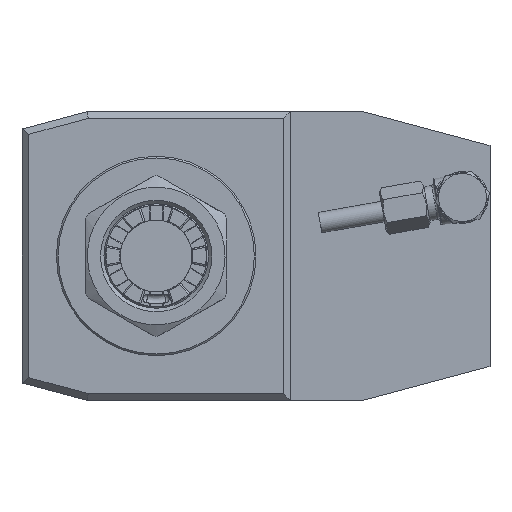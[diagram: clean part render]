
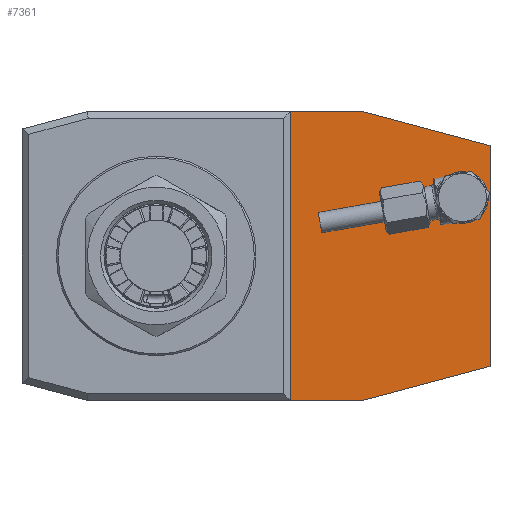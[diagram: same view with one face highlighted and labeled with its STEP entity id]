
A CAD part, left-side view. The second image highlights one B-rep face of the part: STEP entity #7361.
In plain terms, the highlighted planar face has unit normal (-1, 0, 0).
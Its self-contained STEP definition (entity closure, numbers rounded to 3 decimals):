
#276=PLANE('',#8020);
#1040=LINE('',#13074,#1605);
#1041=LINE('',#13076,#1606);
#1042=LINE('',#13078,#1607);
#1043=LINE('',#13080,#1608);
#1044=LINE('',#13082,#1609);
#1045=LINE('',#13084,#1610);
#1605=VECTOR('',#9768,1000.);
#1606=VECTOR('',#9771,1000.);
#1607=VECTOR('',#9772,1000.);
#1608=VECTOR('',#9773,1000.);
#1609=VECTOR('',#9774,1000.);
#1610=VECTOR('',#9775,1000.);
#3481=ORIENTED_EDGE('',*,*,#3982,.T.);
#3482=ORIENTED_EDGE('',*,*,#4721,.T.);
#3483=ORIENTED_EDGE('',*,*,#4722,.T.);
#3484=ORIENTED_EDGE('',*,*,#4723,.T.);
#3485=ORIENTED_EDGE('',*,*,#4724,.T.);
#3486=ORIENTED_EDGE('',*,*,#4725,.T.);
#3487=ORIENTED_EDGE('',*,*,#4720,.F.);
#3982=EDGE_CURVE('',#4989,#4989,#5645,.T.);
#4720=EDGE_CURVE('',#5488,#5487,#1040,.T.);
#4721=EDGE_CURVE('',#5488,#5489,#1041,.T.);
#4722=EDGE_CURVE('',#5489,#5490,#1042,.T.);
#4723=EDGE_CURVE('',#5490,#5491,#1043,.T.);
#4724=EDGE_CURVE('',#5491,#5492,#1044,.T.);
#4725=EDGE_CURVE('',#5492,#5487,#1045,.T.);
#4989=VERTEX_POINT('',#10911);
#5487=VERTEX_POINT('',#13071);
#5488=VERTEX_POINT('',#13073);
#5489=VERTEX_POINT('',#13077);
#5490=VERTEX_POINT('',#13079);
#5491=VERTEX_POINT('',#13081);
#5492=VERTEX_POINT('',#13083);
#5645=CIRCLE('',#7536,6.8);
#6271=EDGE_LOOP('',(#3481));
#6272=EDGE_LOOP('',(#3482,#3483,#3484,#3485,#3486,#3487));
#6783=FACE_BOUND('',#6271,.T.);
#6784=FACE_BOUND('',#6272,.T.);
#7361=ADVANCED_FACE('',(#6783,#6784),#276,.F.);
#7536=AXIS2_PLACEMENT_3D('',#10910,#8377,#8378);
#8020=AXIS2_PLACEMENT_3D('',#13075,#9769,#9770);
#8377=DIRECTION('',(1.,0.,0.));
#8378=DIRECTION('',(0.,0.985,-0.174));
#9768=DIRECTION('',(0.,0.,1.));
#9769=DIRECTION('',(1.,0.,0.));
#9770=DIRECTION('',(0.,0.,-1.));
#9771=DIRECTION('',(0.,-1.,0.));
#9772=DIRECTION('',(0.,-0.966,0.259));
#9773=DIRECTION('',(0.,0.,1.));
#9774=DIRECTION('',(0.,0.966,0.259));
#9775=DIRECTION('',(0.,1.,0.));
#10910=CARTESIAN_POINT('',(-74.,-39.,17.));
#10911=CARTESIAN_POINT('',(-74.,-32.303,15.819));
#13071=CARTESIAN_POINT('',(-74.,11.,42.));
#13073=CARTESIAN_POINT('',(-74.,11.,-42.));
#13074=CARTESIAN_POINT('',(-74.,11.,-129.453));
#13075=CARTESIAN_POINT('',(-74.,-47.,-129.453));
#13076=CARTESIAN_POINT('',(-74.,-47.,-42.));
#13077=CARTESIAN_POINT('',(-74.,-10.,-42.));
#13078=CARTESIAN_POINT('',(-74.,-47.,-32.086));
#13079=CARTESIAN_POINT('',(-74.,-47.,-32.086));
#13080=CARTESIAN_POINT('',(-74.,-47.,-129.453));
#13081=CARTESIAN_POINT('',(-74.,-47.,32.086));
#13082=CARTESIAN_POINT('',(-74.,-10.,42.));
#13083=CARTESIAN_POINT('',(-74.,-10.,42.));
#13084=CARTESIAN_POINT('',(-74.,89.,42.));
